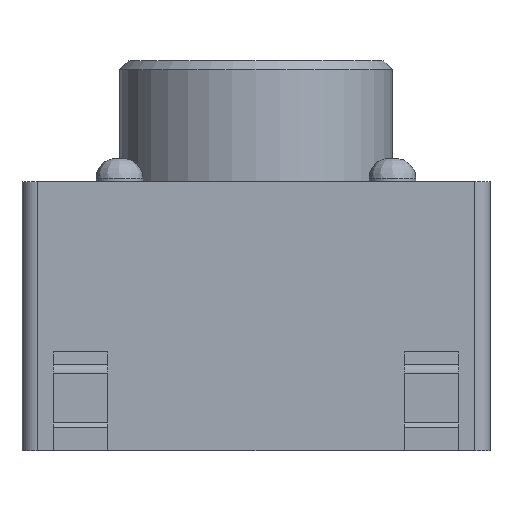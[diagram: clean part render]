
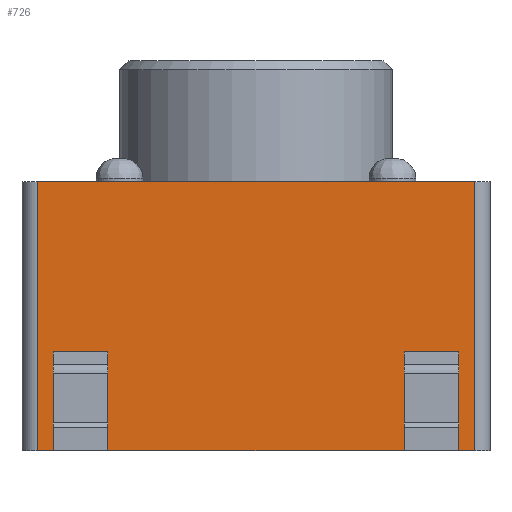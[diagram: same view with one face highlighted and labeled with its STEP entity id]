
A CAD part, left-side view. The second image highlights one B-rep face of the part: STEP entity #726.
In plain terms, the highlighted planar face has unit normal (-1, 0, 0).
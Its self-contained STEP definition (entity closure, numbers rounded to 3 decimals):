
#234=CARTESIAN_POINT('',(-3.,2.8,0.));
#235=VERTEX_POINT('',#234);
#243=CARTESIAN_POINT('',(-3.,2.8,3.45));
#244=VERTEX_POINT('',#243);
#245=CARTESIAN_POINT('',(-3.,2.8,0.));
#246=DIRECTION('',(0.,0.,1.));
#247=VECTOR('',#246,3.45);
#248=LINE('',#245,#247);
#249=EDGE_CURVE('',#235,#244,#248,.T.);
#268=CARTESIAN_POINT('',(-3.,-2.8,3.45));
#269=VERTEX_POINT('',#268);
#270=CARTESIAN_POINT('',(-3.,2.8,3.45));
#271=DIRECTION('',(-0.,-1.,-0.));
#272=VECTOR('',#271,5.6);
#273=LINE('',#270,#272);
#274=EDGE_CURVE('',#244,#269,#273,.T.);
#451=CARTESIAN_POINT('',(-3.,-2.8,0.));
#452=VERTEX_POINT('',#451);
#453=CARTESIAN_POINT('',(-3.,2.8,0.));
#454=DIRECTION('',(0.,-1.,0.));
#455=VECTOR('',#454,5.6);
#456=LINE('',#453,#455);
#457=EDGE_CURVE('',#235,#452,#456,.T.);
#642=CARTESIAN_POINT('',(-3.,3.,3.3));
#643=DIRECTION('',(1.,0.,0.));
#644=DIRECTION('',(0.,-1.,0.));
#645=AXIS2_PLACEMENT_3D('',#642,#643,#644);
#646=PLANE('',#645);
#647=CARTESIAN_POINT('',(-3.,-2.8,0.));
#648=DIRECTION('',(-0.,-0.,1.));
#649=VECTOR('',#648,3.45);
#650=LINE('',#647,#649);
#651=EDGE_CURVE('',#452,#269,#650,.T.);
#652=ORIENTED_EDGE('',*,*,#651,.T.);
#653=ORIENTED_EDGE('',*,*,#274,.F.);
#654=ORIENTED_EDGE('',*,*,#249,.F.);
#655=ORIENTED_EDGE('',*,*,#457,.T.);
#656=EDGE_LOOP('',(#652,#653,#654,#655));
#657=FACE_BOUND('',#656,.T.);
#658=CARTESIAN_POINT('',(-3.,2.6,1.27));
#659=VERTEX_POINT('',#658);
#660=CARTESIAN_POINT('',(-3.,1.9,1.27));
#661=VERTEX_POINT('',#660);
#662=CARTESIAN_POINT('',(-3.,2.6,1.27));
#663=DIRECTION('',(0.,-1.,0.));
#664=VECTOR('',#663,0.7);
#665=LINE('',#662,#664);
#666=EDGE_CURVE('',#659,#661,#665,.T.);
#667=ORIENTED_EDGE('',*,*,#666,.T.);
#668=CARTESIAN_POINT('',(-3.,1.9,0.97));
#669=VERTEX_POINT('',#668);
#670=CARTESIAN_POINT('',(-3.,1.9,0.97));
#671=DIRECTION('',(0.,-0.,1.));
#672=VECTOR('',#671,0.3);
#673=LINE('',#670,#672);
#674=EDGE_CURVE('',#669,#661,#673,.T.);
#675=ORIENTED_EDGE('',*,*,#674,.F.);
#676=CARTESIAN_POINT('',(-3.,2.6,0.97));
#677=VERTEX_POINT('',#676);
#678=CARTESIAN_POINT('',(-3.,2.6,0.97));
#679=DIRECTION('',(0.,-1.,-0.));
#680=VECTOR('',#679,0.7);
#681=LINE('',#678,#680);
#682=EDGE_CURVE('',#677,#669,#681,.T.);
#683=ORIENTED_EDGE('',*,*,#682,.F.);
#684=CARTESIAN_POINT('',(-3.,2.6,0.97));
#685=DIRECTION('',(-0.,-0.,1.));
#686=VECTOR('',#685,0.3);
#687=LINE('',#684,#686);
#688=EDGE_CURVE('',#677,#659,#687,.T.);
#689=ORIENTED_EDGE('',*,*,#688,.T.);
#690=EDGE_LOOP('',(#667,#675,#683,#689));
#691=FACE_BOUND('',#690,.T.);
#692=CARTESIAN_POINT('',(-3.,-2.6,0.97));
#693=VERTEX_POINT('',#692);
#694=CARTESIAN_POINT('',(-3.,-2.6,1.27));
#695=VERTEX_POINT('',#694);
#696=CARTESIAN_POINT('',(-3.,-2.6,0.97));
#697=DIRECTION('',(0.,-0.,1.));
#698=VECTOR('',#697,0.3);
#699=LINE('',#696,#698);
#700=EDGE_CURVE('',#693,#695,#699,.T.);
#701=ORIENTED_EDGE('',*,*,#700,.F.);
#702=CARTESIAN_POINT('',(-3.,-1.9,0.97));
#703=VERTEX_POINT('',#702);
#704=CARTESIAN_POINT('',(-3.,-1.9,0.97));
#705=DIRECTION('',(0.,-1.,-0.));
#706=VECTOR('',#705,0.7);
#707=LINE('',#704,#706);
#708=EDGE_CURVE('',#703,#693,#707,.T.);
#709=ORIENTED_EDGE('',*,*,#708,.F.);
#710=CARTESIAN_POINT('',(-3.,-1.9,1.27));
#711=VERTEX_POINT('',#710);
#712=CARTESIAN_POINT('',(-3.,-1.9,0.97));
#713=DIRECTION('',(-0.,-0.,1.));
#714=VECTOR('',#713,0.3);
#715=LINE('',#712,#714);
#716=EDGE_CURVE('',#703,#711,#715,.T.);
#717=ORIENTED_EDGE('',*,*,#716,.T.);
#718=CARTESIAN_POINT('',(-3.,-1.9,1.27));
#719=DIRECTION('',(0.,-1.,0.));
#720=VECTOR('',#719,0.7);
#721=LINE('',#718,#720);
#722=EDGE_CURVE('',#711,#695,#721,.T.);
#723=ORIENTED_EDGE('',*,*,#722,.T.);
#724=EDGE_LOOP('',(#701,#709,#717,#723));
#725=FACE_BOUND('',#724,.T.);
#726=ADVANCED_FACE('',(#657,#691,#725),#646,.F.);
